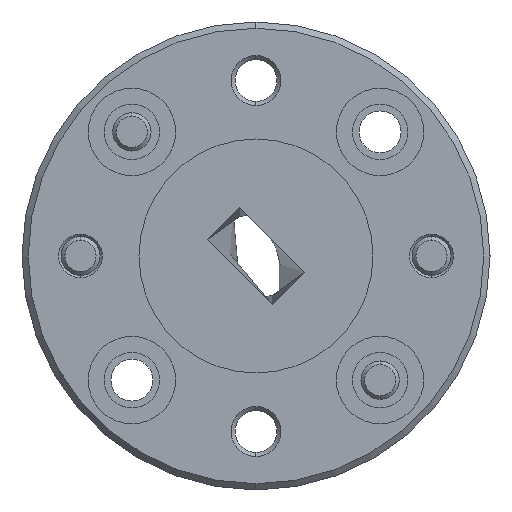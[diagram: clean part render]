
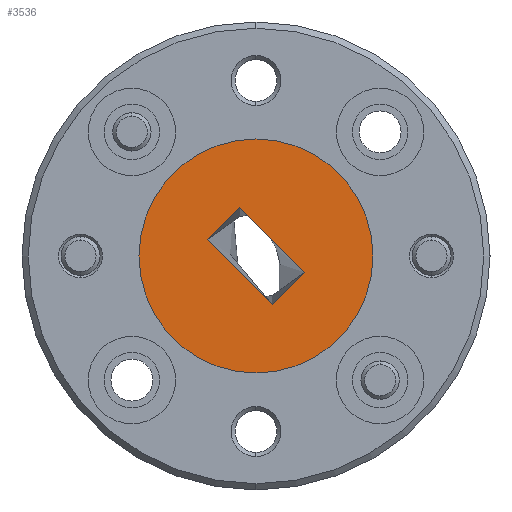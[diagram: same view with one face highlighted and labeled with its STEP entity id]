
A CAD part, left-side view. The second image highlights one B-rep face of the part: STEP entity #3536.
In plain terms, the highlighted planar face has unit normal (-1, 0, 0).
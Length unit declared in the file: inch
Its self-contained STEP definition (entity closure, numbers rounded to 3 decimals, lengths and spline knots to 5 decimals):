
#68 = CARTESIAN_POINT ( 'NONE',  ( -2.24279, 0.8351, 0.03287 ) ) ;
#528 = CARTESIAN_POINT ( 'NONE',  ( -2.24279, 0.80893, 0.14188 ) ) ;
#606 = DIRECTION ( 'NONE',  ( 0., 0., 1. ) ) ;
#707 = CARTESIAN_POINT ( 'NONE',  ( -2.24279, 0.91359, 0.24654 ) ) ;
#830 = VECTOR ( 'NONE', #1166, 39.37008 ) ;
#890 = EDGE_CURVE ( 'NONE', #5867, #4719, #2121, .T. ) ;
#1108 = CIRCLE ( 'NONE', #5284, 0.1875 ) ;
#1126 = EDGE_CURVE ( 'NONE', #6498, #6492, #6118, .T. ) ;
#1166 = DIRECTION ( 'NONE',  ( 0., -0.707, -0.707 ) ) ;
#1530 = VECTOR ( 'NONE', #1824, 39.37008 ) ;
#1618 = DIRECTION ( 'NONE',  ( 1., 0., 0. ) ) ;
#1824 = DIRECTION ( 'NONE',  ( 0., 0.707, -0.707 ) ) ;
#2114 = VERTEX_POINT ( 'NONE', #68 ) ;
#2121 = LINE ( 'NONE', #528, #5462 ) ;
#2262 = DIRECTION ( 'NONE',  ( -1., 0., 0. ) ) ;
#2427 = ORIENTED_EDGE ( 'NONE', *, *, #4320, .F. ) ;
#2597 = EDGE_CURVE ( 'NONE', #4719, #6498, #6729, .T. ) ;
#2671 = DIRECTION ( 'NONE',  ( 0., -0.707, 0.707 ) ) ;
#2682 = CARTESIAN_POINT ( 'NONE',  ( -2.24279, 1.0226, 0.22037 ) ) ;
#2721 = FACE_BOUND ( 'NONE', #6027, .T. ) ;
#2783 = EDGE_CURVE ( 'NONE', #5745, #2114, #1108, .T. ) ;
#2790 = DIRECTION ( 'NONE',  ( 0., 0., 1. ) ) ;
#3425 = CARTESIAN_POINT ( 'NONE',  ( -2.24279, 0.91359, 0.24654 ) ) ;
#3532 = AXIS2_PLACEMENT_3D ( 'NONE', #2682, #1618, #4831 ) ;
#3536 = ADVANCED_FACE ( 'NONE', ( #2721, #4941 ), #5500, .F. ) ;
#3785 = CARTESIAN_POINT ( 'NONE',  ( -2.24279, 0.80893, 0.14188 ) ) ;
#3791 = ORIENTED_EDGE ( 'NONE', *, *, #2783, .T. ) ;
#3796 = CARTESIAN_POINT ( 'NONE',  ( -2.24279, 0.8351, 0.40787 ) ) ;
#3869 = CARTESIAN_POINT ( 'NONE',  ( -2.24279, 0.75661, 0.19421 ) ) ;
#3974 = CARTESIAN_POINT ( 'NONE',  ( -2.24279, 0.8351, 0.22037 ) ) ;
#4060 = CARTESIAN_POINT ( 'NONE',  ( -2.24279, 0.86126, 0.29886 ) ) ;
#4320 = EDGE_CURVE ( 'NONE', #6492, #5867, #6553, .T. ) ;
#4409 = EDGE_CURVE ( 'NONE', #2114, #5745, #4595, .T. ) ;
#4595 = CIRCLE ( 'NONE', #6087, 0.1875 ) ;
#4645 = EDGE_LOOP ( 'NONE', ( #3791, #5834 ) ) ;
#4719 = VERTEX_POINT ( 'NONE', #3869 ) ;
#4831 = DIRECTION ( 'NONE',  ( 0., 0., 1. ) ) ;
#4941 = FACE_OUTER_BOUND ( 'NONE', #4645, .T. ) ;
#5214 = ORIENTED_EDGE ( 'NONE', *, *, #1126, .F. ) ;
#5284 = AXIS2_PLACEMENT_3D ( 'NONE', #3974, #6043, #2790 ) ;
#5378 = VECTOR ( 'NONE', #5611, 39.37008 ) ;
#5462 = VECTOR ( 'NONE', #2671, 39.37008 ) ;
#5500 = PLANE ( 'NONE',  #3532 ) ;
#5611 = DIRECTION ( 'NONE',  ( 0., 0.707, 0.707 ) ) ;
#5625 = ORIENTED_EDGE ( 'NONE', *, *, #2597, .F. ) ;
#5745 = VERTEX_POINT ( 'NONE', #3796 ) ;
#5834 = ORIENTED_EDGE ( 'NONE', *, *, #4409, .T. ) ;
#5867 = VERTEX_POINT ( 'NONE', #3785 ) ;
#6027 = EDGE_LOOP ( 'NONE', ( #5214, #5625, #6458, #2427 ) ) ;
#6043 = DIRECTION ( 'NONE',  ( -1., 0., 0. ) ) ;
#6087 = AXIS2_PLACEMENT_3D ( 'NONE', #6686, #2262, #606 ) ;
#6118 = LINE ( 'NONE', #3425, #1530 ) ;
#6122 = CARTESIAN_POINT ( 'NONE',  ( -2.24279, 0.86126, 0.29886 ) ) ;
#6458 = ORIENTED_EDGE ( 'NONE', *, *, #890, .F. ) ;
#6492 = VERTEX_POINT ( 'NONE', #6769 ) ;
#6498 = VERTEX_POINT ( 'NONE', #4060 ) ;
#6553 = LINE ( 'NONE', #707, #830 ) ;
#6686 = CARTESIAN_POINT ( 'NONE',  ( -2.24279, 0.8351, 0.22037 ) ) ;
#6729 = LINE ( 'NONE', #6122, #5378 ) ;
#6769 = CARTESIAN_POINT ( 'NONE',  ( -2.24279, 0.91359, 0.24654 ) ) ;
